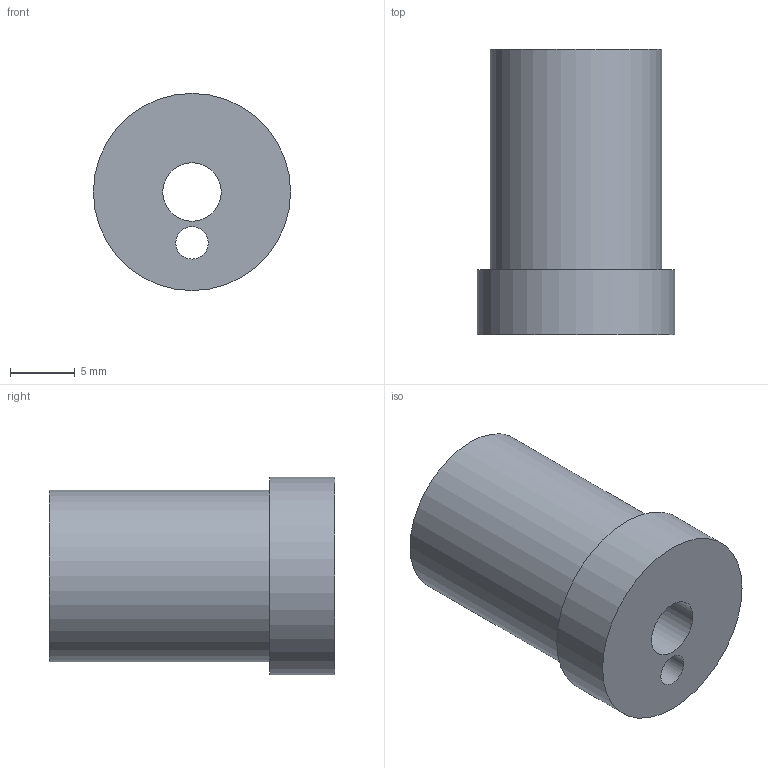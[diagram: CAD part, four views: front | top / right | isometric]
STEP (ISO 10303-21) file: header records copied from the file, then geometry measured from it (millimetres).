
FILE_DESCRIPTION(/* description */ (''),/* implementation_level */ '2;1');
FILE_NAME(/* name */ 'button middle part 2.stp',/* time_stamp */ '2025-01-10T22:45:04-05:00',/* author */ ('thevizwiz'),/* organization */ (''),/* preprocessor_version */ 'ST-DEVELOPER v20',/* originating_system */ 'Autodesk Inventor 2024',/* authorisation */ '');
FILE_SCHEMA (('AUTOMOTIVE_DESIGN { 1 0 10303 214 3 1 1 }'));
Length unit declared in the file: millimetre
Products named in the file (1): button middle part 2
Bounding box: 15.2 x 22 x 15.2 mm (x, y, z)
Volume: 1454.8 mm3; surface area: 1973.1 mm2
Topology: 1 solids, 1 shells, 9 faces, 19 edges, 15 vertices
Faces by surface type: cylinder 5, plane 4
Full cylindrical faces by diameter (mm): 2.5 x1, 4.5 x1, 11.2 x1, 13.2 x1, 15.2 x1
Entity records: 312 total; most frequent: DIRECTION 53, CARTESIAN_POINT 40, ORIENTED_EDGE 30, AXIS2_PLACEMENT_3D 24, EDGE_LOOP 15, EDGE_CURVE 15, CIRCLE 14, VERTEX_POINT 10
